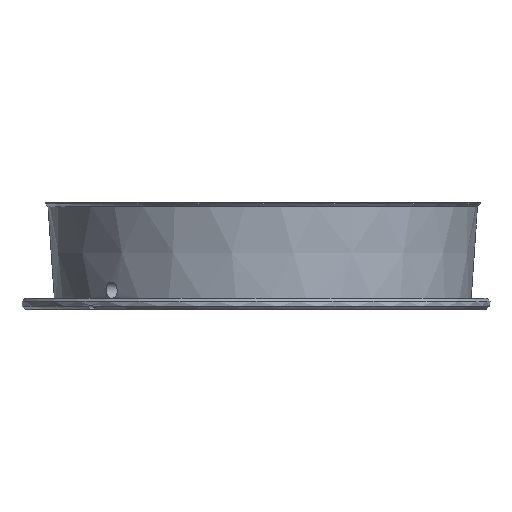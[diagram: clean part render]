
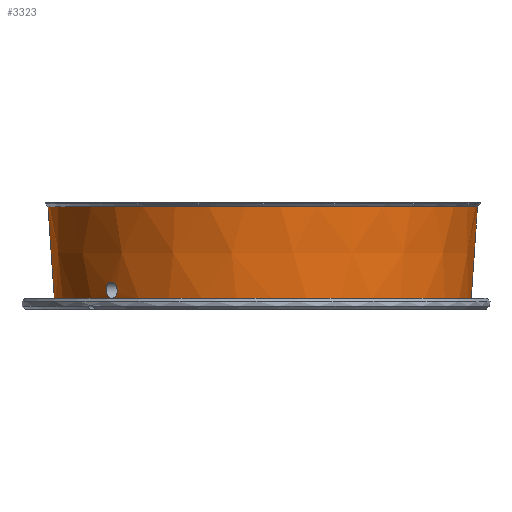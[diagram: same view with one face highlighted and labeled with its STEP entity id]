
A CAD part, front view. The second image highlights one B-rep face of the part: STEP entity #3323.
In plain terms, the highlighted conical face has half-angle 4 degrees and reference radius 31 mm.
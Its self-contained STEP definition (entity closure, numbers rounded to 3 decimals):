
#141=(
BOUNDED_CURVE()
B_SPLINE_CURVE(2,(#5001,#5002,#5003),.UNSPECIFIED.,.F.,.F.)
B_SPLINE_CURVE_WITH_KNOTS((3,3),(0.145,1.512),
 .UNSPECIFIED.)
CURVE()
GEOMETRIC_REPRESENTATION_ITEM()
RATIONAL_B_SPLINE_CURVE((1.,1.,1.))
REPRESENTATION_ITEM('')
);
#149=CIRCLE('',#3546,31.951);
#150=CIRCLE('',#3547,31.);
#151=CIRCLE('',#3548,31.);
#282=CONICAL_SURFACE('',#3545,31.,0.07);
#350=FACE_OUTER_BOUND('',#551,.T.);
#551=EDGE_LOOP('',(#2288,#2289,#2290,#2291,#2292,#2293));
#772=LINE('',#4849,#1046);
#1046=VECTOR('',#3846,10.);
#1328=B_SPLINE_CURVE_WITH_KNOTS('',3,(#4908,#4909,#4910,#4911,#4912,#4913,
#4914,#4915,#4916,#4917,#4918,#4919,#4920,#4921,#4922,#4923,#4924,#4925,
#4926,#4927,#4928,#4929,#4930,#4931,#4932,#4933,#4934,#4935,#4936,#4937,
#4938,#4939,#4940,#4941),.UNSPECIFIED.,.T.,.F.,(4,2,2,2,2,2,2,2,2,2,2,2,
2,2,2,2,4),(0.,0.045,0.091,0.136,
0.182,0.227,0.272,0.318,
0.363,0.408,0.453,0.499,
0.544,0.589,0.634,0.679,
0.724),.UNSPECIFIED.);
#1429=VERTEX_POINT('',#4839);
#1432=VERTEX_POINT('',#4847);
#1439=VERTEX_POINT('',#4906);
#1445=VERTEX_POINT('',#4996);
#1446=VERTEX_POINT('',#4999);
#1750=EDGE_CURVE('',#1432,#1429,#772,.T.);
#1760=EDGE_CURVE('',#1439,#1439,#1328,.T.);
#1767=EDGE_CURVE('',#1445,#1429,#149,.T.);
#1768=EDGE_CURVE('',#1439,#1432,#150,.T.);
#1769=EDGE_CURVE('',#1446,#1439,#151,.T.);
#1770=EDGE_CURVE('',#1446,#1445,#141,.T.);
#2288=ORIENTED_EDGE('',*,*,#1767,.T.);
#2289=ORIENTED_EDGE('',*,*,#1750,.F.);
#2290=ORIENTED_EDGE('',*,*,#1768,.F.);
#2291=ORIENTED_EDGE('',*,*,#1760,.T.);
#2292=ORIENTED_EDGE('',*,*,#1769,.F.);
#2293=ORIENTED_EDGE('',*,*,#1770,.T.);
#3323=ADVANCED_FACE('',(#350),#282,.T.);
#3545=AXIS2_PLACEMENT_3D('',#4995,#3867,#3868);
#3546=AXIS2_PLACEMENT_3D('',#4997,#3869,#3870);
#3547=AXIS2_PLACEMENT_3D('',#4998,#3871,#3872);
#3548=AXIS2_PLACEMENT_3D('',#5000,#3873,#3874);
#3846=DIRECTION('',(-0.07,0.002,0.998));
#3867=DIRECTION('center_axis',(0.,0.,1.));
#3868=DIRECTION('ref_axis',(-0.001,-1.,0.));
#3869=DIRECTION('center_axis',(0.,0.,
-1.));
#3870=DIRECTION('ref_axis',(-1.,0.,0.));
#3871=DIRECTION('center_axis',(0.,0.,-1.));
#3872=DIRECTION('ref_axis',(-1.,0.,0.));
#3873=DIRECTION('center_axis',(0.,0.,-1.));
#3874=DIRECTION('ref_axis',(-1.,0.,0.));
#4839=CARTESIAN_POINT('',(-30.935,0.998,15.2));
#4847=CARTESIAN_POINT('',(-29.984,0.968,1.6));
#4849=CARTESIAN_POINT('',(-29.984,0.968,1.6));
#4906=CARTESIAN_POINT('',(-21.422,-21.422,1.6));
#4908=CARTESIAN_POINT('Ctrl Pts',(-22.294,-20.597,2.795));
#4909=CARTESIAN_POINT('Ctrl Pts',(-22.302,-20.604,2.946));
#4910=CARTESIAN_POINT('Ctrl Pts',(-22.29,-20.634,3.107));
#4911=CARTESIAN_POINT('Ctrl Pts',(-22.224,-20.74,3.404));
#4912=CARTESIAN_POINT('Ctrl Pts',(-22.169,-20.815,3.539));
#4913=CARTESIAN_POINT('Ctrl Pts',(-22.037,-20.984,3.753));
#4914=CARTESIAN_POINT('Ctrl Pts',(-21.951,-21.088,3.846));
#4915=CARTESIAN_POINT('Ctrl Pts',(-21.756,-21.311,3.969));
#4916=CARTESIAN_POINT('Ctrl Pts',(-21.647,-21.43,4.));
#4917=CARTESIAN_POINT('Ctrl Pts',(-21.438,-21.649,4.));
#4918=CARTESIAN_POINT('Ctrl Pts',(-21.325,-21.763,3.97));
#4919=CARTESIAN_POINT('Ctrl Pts',(-21.111,-21.968,3.848));
#4920=CARTESIAN_POINT('Ctrl Pts',(-21.011,-22.059,3.755));
#4921=CARTESIAN_POINT('Ctrl Pts',(-20.849,-22.199,3.542));
#4922=CARTESIAN_POINT('Ctrl Pts',(-20.776,-22.257,3.407));
#4923=CARTESIAN_POINT('Ctrl Pts',(-20.673,-22.328,3.111));
#4924=CARTESIAN_POINT('Ctrl Pts',(-20.644,-22.341,2.95));
#4925=CARTESIAN_POINT('Ctrl Pts',(-20.629,-22.326,2.648));
#4926=CARTESIAN_POINT('Ctrl Pts',(-20.643,-22.297,2.488));
#4927=CARTESIAN_POINT('Ctrl Pts',(-20.716,-22.197,2.193));
#4928=CARTESIAN_POINT('Ctrl Pts',(-20.775,-22.126,2.058));
#4929=CARTESIAN_POINT('Ctrl Pts',(-20.916,-21.965,1.845));
#4930=CARTESIAN_POINT('Ctrl Pts',(-21.006,-21.866,1.753));
#4931=CARTESIAN_POINT('Ctrl Pts',(-21.207,-21.649,1.631));
#4932=CARTESIAN_POINT('Ctrl Pts',(-21.317,-21.533,1.6));
#4933=CARTESIAN_POINT('Ctrl Pts',(-21.525,-21.315,1.6));
#4934=CARTESIAN_POINT('Ctrl Pts',(-21.636,-21.2,1.629));
#4935=CARTESIAN_POINT('Ctrl Pts',(-21.843,-20.989,1.751));
#4936=CARTESIAN_POINT('Ctrl Pts',(-21.939,-20.894,1.843));
#4937=CARTESIAN_POINT('Ctrl Pts',(-22.093,-20.745,2.055));
#4938=CARTESIAN_POINT('Ctrl Pts',(-22.161,-20.683,2.19));
#4939=CARTESIAN_POINT('Ctrl Pts',(-22.258,-20.605,2.484));
#4940=CARTESIAN_POINT('Ctrl Pts',(-22.286,-20.59,2.645));
#4941=CARTESIAN_POINT('Ctrl Pts',(-22.294,-20.597,2.795));
#4995=CARTESIAN_POINT('Origin',(1.,-0.016,1.6));
#4996=CARTESIAN_POINT('',(32.936,0.951,15.2));
#4997=CARTESIAN_POINT('Origin',(1.,-0.016,15.2));
#4998=CARTESIAN_POINT('Origin',(1.,-0.016,1.6));
#4999=CARTESIAN_POINT('',(32.,0.,1.6));
#5000=CARTESIAN_POINT('Origin',(1.,-0.016,1.6));
#5001=CARTESIAN_POINT('Ctrl Pts',(32.,0.,
1.6));
#5002=CARTESIAN_POINT('Ctrl Pts',(32.468,0.468,8.299));
#5003=CARTESIAN_POINT('Ctrl Pts',(32.936,0.951,15.2));
